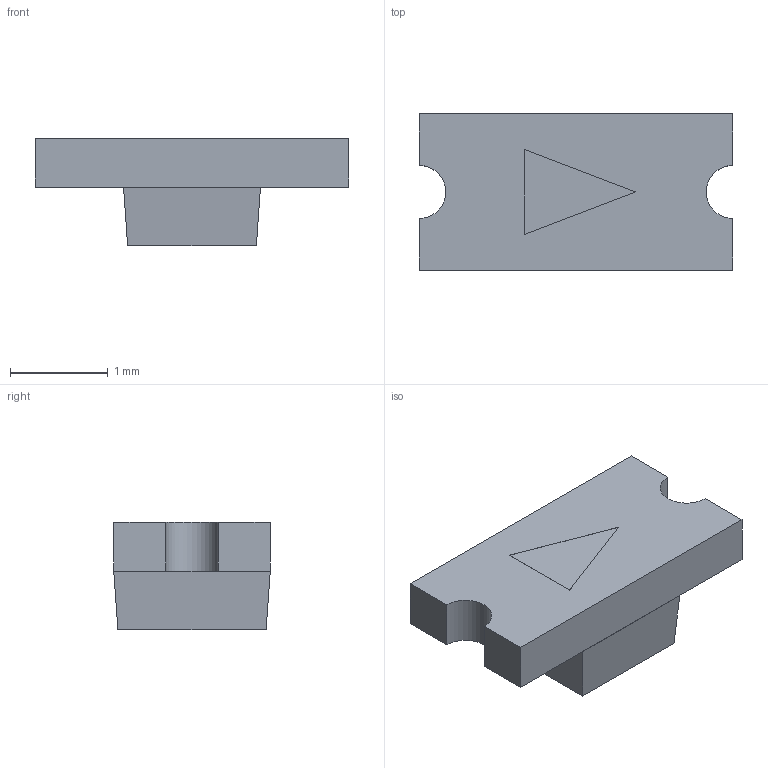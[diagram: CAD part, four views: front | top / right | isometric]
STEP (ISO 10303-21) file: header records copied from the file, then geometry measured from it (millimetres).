
FILE_DESCRIPTION(('FreeCAD Model'),'2;1');
FILE_NAME('Open CASCADE Shape Model','2025-01-03T22:58:02',(''),(''), 'Open CASCADE STEP processor 7.7','FreeCAD','Unknown');
FILE_SCHEMA(('AUTOMOTIVE_DESIGN { 1 0 10303 214 1 1 1 1 }'));
Length unit declared in the file: millimetre
Products named in the file (4): C5356080; flat; lens; arrow
Assembly tree (3 placements, depth 2):
  C5356080
    flat
    lens
    arrow
Bounding box: 3.2 x 1.6 x 1.1 mm (x, y, z)
Volume: 3.7 mm3; surface area: 23.6 mm2
Topology: 3 solids, 3 shells, 21 faces, 49 edges, 34 vertices
Faces by surface type: plane 15, bspline 4, cylinder 2
Entity records: 1338 total; most frequent: CARTESIAN_POINT 250, DIRECTION 185, LINE 123, VECTOR 123, ORIENTED_EDGE 98, PCURVE 98, DEFINITIONAL_REPRESENTATION 98, EDGE_CURVE 49
